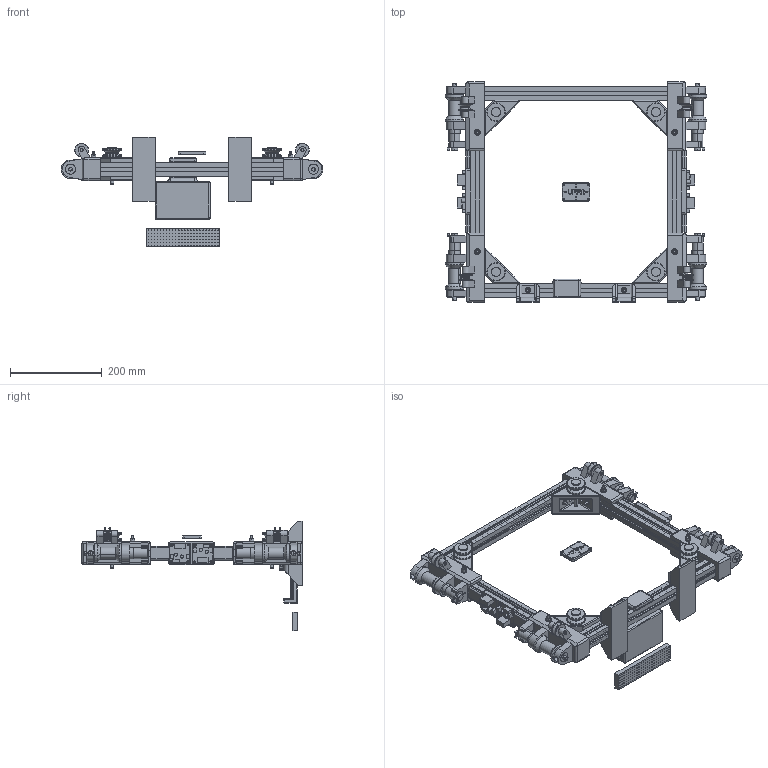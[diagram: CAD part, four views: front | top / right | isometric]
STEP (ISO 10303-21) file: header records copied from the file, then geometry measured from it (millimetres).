
FILE_DESCRIPTION((''),'2;1');
FILE_NAME('FYBUFPR_ASM','2025-05-26T20:33:49',('t-gamer'),(''),'CREO PARAMETRIC BY PTC INC, 2024063','CREO PARAMETRIC BY PTC INC, 2024063','');
FILE_SCHEMA(('CONFIG_CONTROL_DESIGN'));
Length unit declared in the file: millimetre
Products named in the file (40): FYBUFPR002; FYBUFPR001; FYBUFPR003; FYBUFPR004_001; MOTOR_6V_C-ENCODER; FYBUFPR004_002; ACOP-HEX-M4; FYBUFPR004_003; ROLAMENTO; FYBUFPR004_005; FYBUFPR004_006; FYBUFPR004_007; PARAF-ESC-M4X10; FYBUFPR004_004; FYBUFPR013_007; FYBUFPR004_ASM; FYBUFPR005; FYBUFPR006; FYBUFPR007; PORCA_MARTELO_M8; ARUELA; PARAF_M6X16; FYBUFPR011; FYBUFPR009; PONTEHL298N; FYBUFPR012; FYBUFPR013_001; FYBUFPR013_002; FYBUFPR013_003; FYBUFPR013_004; FYBUFPR013_005; FYBUFPR013_006; FYBUFPR013_ASM; FYBUFPR010; PARAF-M3-5X5; FYBUFPR008; PARAF_SEXTINT_ABAULADO_M8X16; PROTOBOARD; ARDUINO; FYBUFPR_ASM
Assembly tree (120 placements, depth 3):
  FYBUFPR_ASM
    FYBUFPR002  x2
    FYBUFPR001  x2
    FYBUFPR003  x4
    FYBUFPR004_ASM  x2
      FYBUFPR004_001
      MOTOR_6V_C-ENCODER
      FYBUFPR004_002
      ACOP-HEX-M4
      FYBUFPR004_003
      ROLAMENTO
      FYBUFPR004_005
      FYBUFPR004_006
      FYBUFPR004_007
      PARAF-ESC-M4X10
      FYBUFPR004_004
      FYBUFPR013_007
    ROLAMENTO  x4
    FYBUFPR005  x4
    FYBUFPR006  x4
    FYBUFPR007  x4
    PORCA_MARTELO_M8  x17
    ARUELA  x4
    PARAF_M6X16  x17
    FYBUFPR011  x2
    FYBUFPR009  x2
    PONTEHL298N  x4
    FYBUFPR012  x4
    FYBUFPR013_ASM  x2
      FYBUFPR013_001
      MOTOR_6V_C-ENCODER
      FYBUFPR013_002
      ACOP-HEX-M4
      FYBUFPR013_003
      ROLAMENTO
      FYBUFPR013_004
      FYBUFPR013_005
      FYBUFPR013_006
      PARAF-ESC-M4X10
      FYBUFPR013_007
    FYBUFPR010
    PARAF-M3-5X5  x8
    FYBUFPR008
    PARAF_SEXTINT_ABAULADO_M8X16  x4
    PROTOBOARD
    ARDUINO
Bounding box: 570.04 x 480 x 238.7 mm (x, y, z)
Volume: 3311257.2 mm3; surface area: 1219903.5 mm2
Topology: 142 solids, 200 shells, 4202 faces, 10389 edges, 6606 vertices
Faces by surface type: plane 2158, cylinder 1584, cone 244, torus 106, bspline 66, sphere 44
Entity records: 55110 total; most frequent: CARTESIAN_POINT 12502, DIRECTION 9013, ORIENTED_EDGE 8346, EDGE_CURVE 4194, AXIS2_PLACEMENT_3D 3232, VERTEX_POINT 2705, VECTOR 2549, LINE 2549
